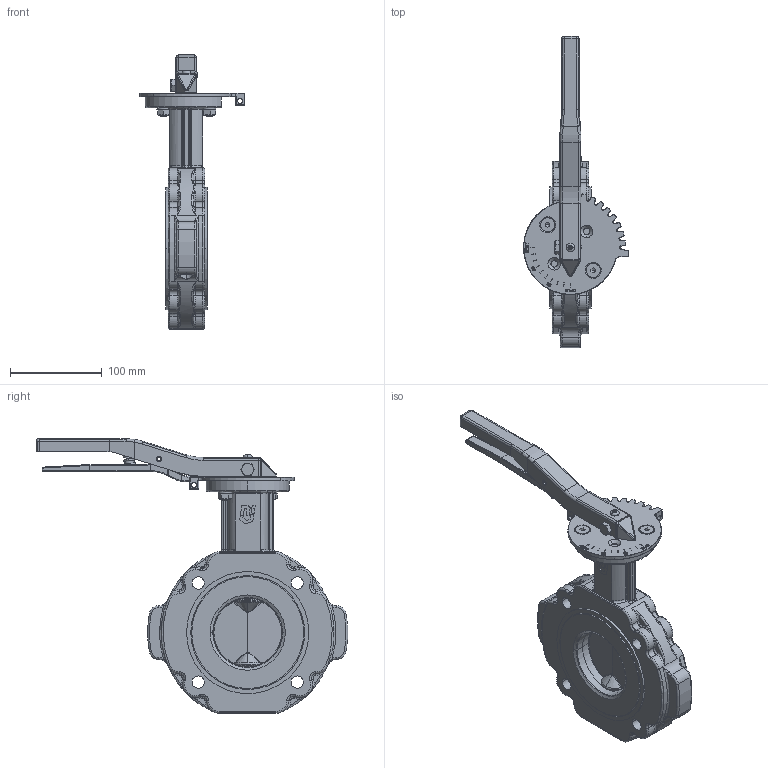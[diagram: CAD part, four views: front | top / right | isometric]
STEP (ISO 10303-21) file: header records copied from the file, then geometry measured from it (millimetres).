
FILE_DESCRIPTION(('HOOPS Exchange Step'),'2;1');
FILE_NAME('AK10_DN80_ansi150_Handhebel.stp','2025-10-06T10:03:33+02:00',('nieru'),('Unknown organisation'),'HOOPS Exchange 2024.2','HOOPS Exchange','Unknown authorisation');
FILE_SCHEMA( ('AP203_CONFIGURATION_CONTROLLED_3D_DESIGN_OF_MECHANICAL_PARTS_AND_ASSEMBLIES_MIM_LF') );
Length unit declared in the file: millimetre
Products named in the file (3): 0; root
Assembly tree (2 placements, depth 3):
  root
    0
      0
Bounding box: 113.84 x 338.77 x 298.91 mm (x, y, z)
Volume: 1255230.1 mm3; surface area: 190165.7 mm2
Topology: 2 solids, 2 shells, 1645 faces, 4194 edges, 2521 vertices
Faces by surface type: cylinder 559, plane 400, torus 290, bspline 270, cone 93, sphere 33
Entity records: 105280 total; most frequent: CARTESIAN_POINT 70180, ORIENTED_EDGE 8190, DIRECTION 5881, EDGE_CURVE 4095, VERTEX_POINT 2521, AXIS2_PLACEMENT_3D 2251, EDGE_LOOP 1750, FACE_BOUND 1750
